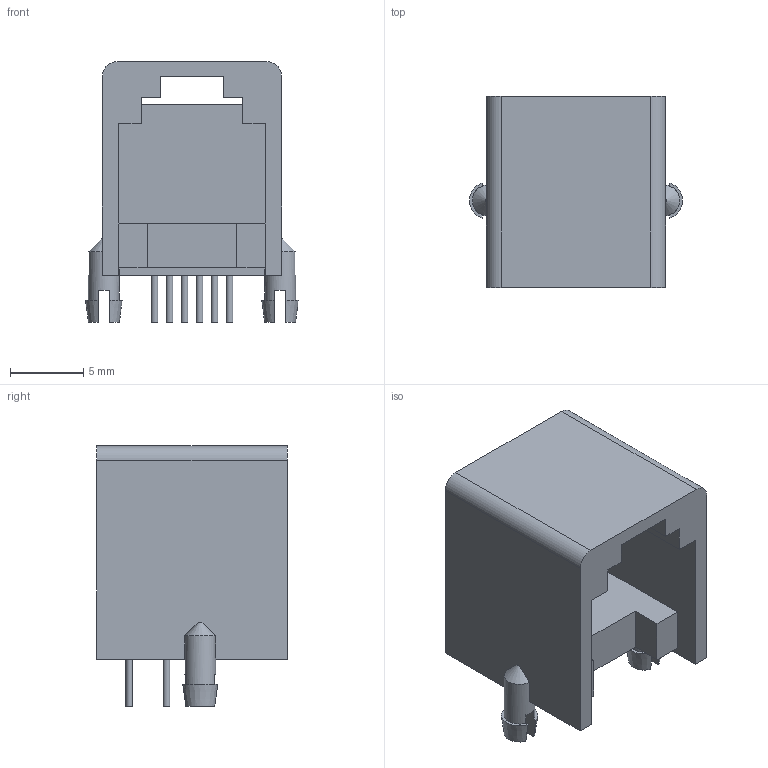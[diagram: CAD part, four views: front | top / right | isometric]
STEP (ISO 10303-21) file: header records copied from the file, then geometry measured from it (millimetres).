
FILE_DESCRIPTION(/* description */ (''),/* implementation_level */ '2;1');
FILE_NAME(/* name */ 'TJ6P6C gray.stp',/* time_stamp */ '2022-03-10T15:26:58+03:00',/* author */ ('Boris'),/* organization */ (''),/* preprocessor_version */ 'ST-DEVELOPER v18.1',/* originating_system */ 'Autodesk Inventor 2022',/* authorisation */ '');
FILE_SCHEMA (('AUTOMOTIVE_DESIGN { 1 0 10303 214 3 1 1 }'));
Length unit declared in the file: millimetre
Products named in the file (1): TJ6P6C
Bounding box: 14.49 x 13 x 17.75 mm (x, y, z)
Volume: 976.2 mm3; surface area: 1668.1 mm2
Topology: 1 solids, 1 shells, 77 faces, 210 edges, 140 vertices
Faces by surface type: plane 61, cylinder 10, cone 6
Full cylindrical faces by diameter (mm): 0.45 x6, 2.1 x2
Entity records: 2558 total; most frequent: CARTESIAN_POINT 452, ORIENTED_EDGE 420, DIRECTION 400, EDGE_CURVE 210, LINE 152, VECTOR 152, VERTEX_POINT 140, AXIS2_PLACEMENT_3D 124
